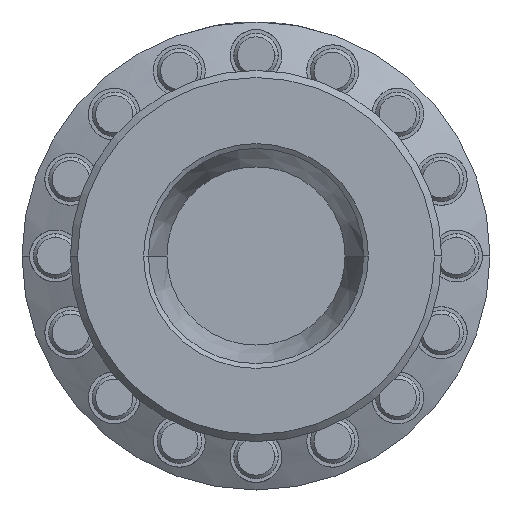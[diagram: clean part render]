
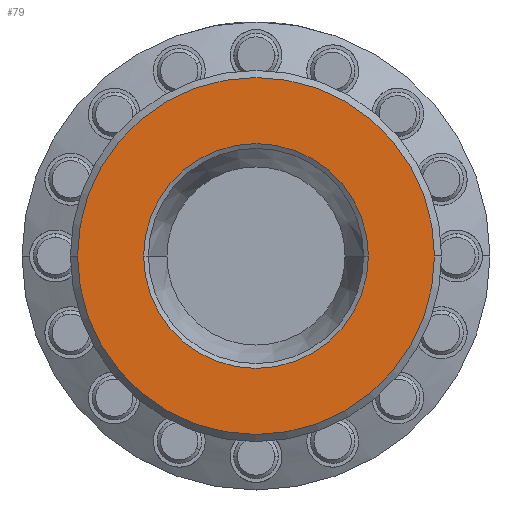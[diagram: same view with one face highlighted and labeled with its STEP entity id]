
A CAD part, left-side view. The second image highlights one B-rep face of the part: STEP entity #79.
In plain terms, the highlighted planar face has unit normal (-1, 0, 0).
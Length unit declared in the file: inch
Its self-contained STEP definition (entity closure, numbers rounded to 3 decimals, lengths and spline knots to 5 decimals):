
#79 = ADVANCED_FACE ( 'NONE', ( #7302, #2518 ), #5823, .T. ) ;
#216 = ORIENTED_EDGE ( 'NONE', *, *, #3410, .F. ) ;
#236 = VERTEX_POINT ( 'NONE', #4299 ) ;
#545 = CIRCLE ( 'NONE', #1142, 0.946 ) ;
#623 = DIRECTION ( 'NONE',  ( -1., 0., 0. ) ) ;
#669 = CIRCLE ( 'NONE', #3019, 1.5025 ) ;
#938 = CARTESIAN_POINT ( 'NONE',  ( 0., 0., 0. ) ) ;
#1142 = AXIS2_PLACEMENT_3D ( 'NONE', #938, #2147, #1510 ) ;
#1361 = CIRCLE ( 'NONE', #7984, 1.5025 ) ;
#1488 = DIRECTION ( 'NONE',  ( 0., 1., 0. ) ) ;
#1510 = DIRECTION ( 'NONE',  ( 0., 1., 0. ) ) ;
#1623 = EDGE_CURVE ( 'NONE', #236, #3716, #669, .T. ) ;
#2011 = VERTEX_POINT ( 'NONE', #5911 ) ;
#2147 = DIRECTION ( 'NONE',  ( 1., 0., 0. ) ) ;
#2518 = FACE_OUTER_BOUND ( 'NONE', #4937, .T. ) ;
#2767 = DIRECTION ( 'NONE',  ( 0., 1., 0. ) ) ;
#2853 = CARTESIAN_POINT ( 'NONE',  ( 0., -0.946, 0. ) ) ;
#2973 = AXIS2_PLACEMENT_3D ( 'NONE', #5464, #6775, #2767 ) ;
#3019 = AXIS2_PLACEMENT_3D ( 'NONE', #6924, #5631, #6265 ) ;
#3032 = EDGE_LOOP ( 'NONE', ( #5212, #7831 ) ) ;
#3410 = EDGE_CURVE ( 'NONE', #3716, #236, #1361, .T. ) ;
#3509 = DIRECTION ( 'NONE',  ( 1., 0., 0. ) ) ;
#3716 = VERTEX_POINT ( 'NONE', #7761 ) ;
#3866 = EDGE_CURVE ( 'NONE', #7355, #2011, #5695, .T. ) ;
#4299 = CARTESIAN_POINT ( 'NONE',  ( 0., 1.5025, 0. ) ) ;
#4584 = CARTESIAN_POINT ( 'NONE',  ( 0., 1.5025, 0. ) ) ;
#4822 = CARTESIAN_POINT ( 'NONE',  ( 0., 0., 0. ) ) ;
#4937 = EDGE_LOOP ( 'NONE', ( #7344, #216 ) ) ;
#5212 = ORIENTED_EDGE ( 'NONE', *, *, #3866, .T. ) ;
#5251 = DIRECTION ( 'NONE',  ( 0., -1., 0. ) ) ;
#5464 = CARTESIAN_POINT ( 'NONE',  ( 0., 0., 0. ) ) ;
#5631 = DIRECTION ( 'NONE',  ( 1., 0., 0. ) ) ;
#5695 = CIRCLE ( 'NONE', #2973, 0.946 ) ;
#5823 = PLANE ( 'NONE',  #6023 ) ;
#5911 = CARTESIAN_POINT ( 'NONE',  ( 0., 0.946, 0. ) ) ;
#6023 = AXIS2_PLACEMENT_3D ( 'NONE', #4584, #623, #5251 ) ;
#6265 = DIRECTION ( 'NONE',  ( 0., 1., 0. ) ) ;
#6775 = DIRECTION ( 'NONE',  ( 1., 0., 0. ) ) ;
#6903 = EDGE_CURVE ( 'NONE', #2011, #7355, #545, .T. ) ;
#6924 = CARTESIAN_POINT ( 'NONE',  ( 0., 0., 0. ) ) ;
#7302 = FACE_BOUND ( 'NONE', #3032, .T. ) ;
#7344 = ORIENTED_EDGE ( 'NONE', *, *, #1623, .F. ) ;
#7355 = VERTEX_POINT ( 'NONE', #2853 ) ;
#7761 = CARTESIAN_POINT ( 'NONE',  ( 0., -1.5025, 0. ) ) ;
#7831 = ORIENTED_EDGE ( 'NONE', *, *, #6903, .T. ) ;
#7984 = AXIS2_PLACEMENT_3D ( 'NONE', #4822, #3509, #1488 ) ;
